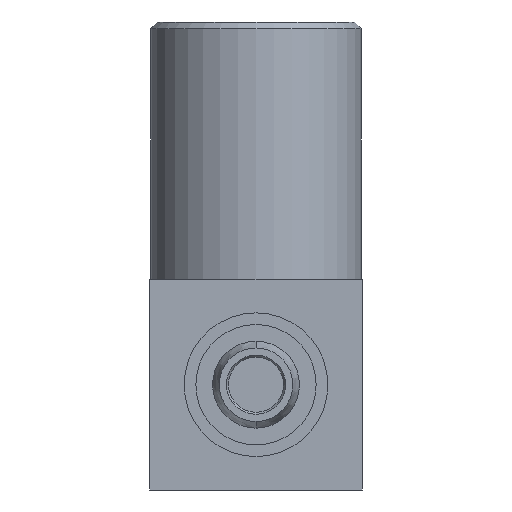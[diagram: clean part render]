
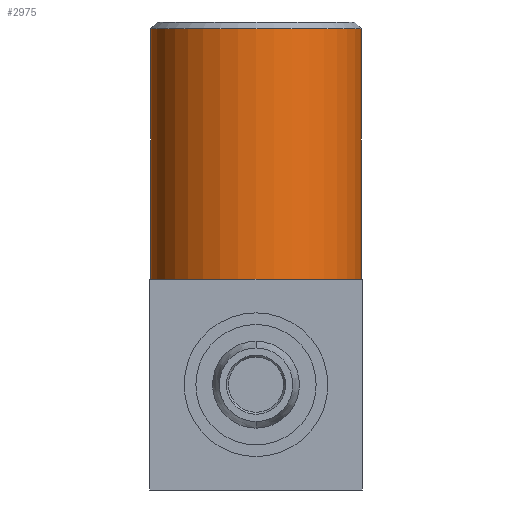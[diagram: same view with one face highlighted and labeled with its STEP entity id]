
A CAD part, front view. The second image highlights one B-rep face of the part: STEP entity #2975.
In plain terms, the highlighted cylindrical face has radius 3.15 mm (diameter 6.3 mm), a partial arc.
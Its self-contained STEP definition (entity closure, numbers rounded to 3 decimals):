
#351 = VECTOR ( 'NONE', #2182, 1000. ) ;
#471 = LINE ( 'NONE', #1357, #351 ) ;
#706 = CARTESIAN_POINT ( 'NONE',  ( 3.15, 0., -0.2 ) ) ;
#937 = DIRECTION ( 'NONE',  ( 0., 0., 1. ) ) ;
#1167 = VERTEX_POINT ( 'NONE', #3440 ) ;
#1266 = ORIENTED_EDGE ( 'NONE', *, *, #4794, .T. ) ;
#1345 = DIRECTION ( 'NONE',  ( 1., 0., 0. ) ) ;
#1357 = CARTESIAN_POINT ( 'NONE',  ( 3.15, 0., 0. ) ) ;
#1379 = CARTESIAN_POINT ( 'NONE',  ( 0., 0., -7.7 ) ) ;
#1577 = ORIENTED_EDGE ( 'NONE', *, *, #4245, .F. ) ;
#1604 = AXIS2_PLACEMENT_3D ( 'NONE', #1726, #4564, #1345 ) ;
#1617 = DIRECTION ( 'NONE',  ( 0., 0., 1. ) ) ;
#1726 = CARTESIAN_POINT ( 'NONE',  ( 0., 0., 0. ) ) ;
#1775 = DIRECTION ( 'NONE',  ( 0., 1., 0. ) ) ;
#1971 = CARTESIAN_POINT ( 'NONE',  ( -3.15, 0., -7.7 ) ) ;
#2066 = AXIS2_PLACEMENT_3D ( 'NONE', #3355, #937, #3767 ) ;
#2124 = CARTESIAN_POINT ( 'NONE',  ( -3.15, 0., -0.2 ) ) ;
#2182 = DIRECTION ( 'NONE',  ( 0., 0., 1. ) ) ;
#2646 = VERTEX_POINT ( 'NONE', #706 ) ;
#2971 = VERTEX_POINT ( 'NONE', #2124 ) ;
#2975 = ADVANCED_FACE ( 'NONE', ( #4012 ), #3507, .T. ) ;
#3355 = CARTESIAN_POINT ( 'NONE',  ( 0., 0., -0.2 ) ) ;
#3359 = CIRCLE ( 'NONE', #5070, 3.15 ) ;
#3440 = CARTESIAN_POINT ( 'NONE',  ( 3.15, 0., -7.7 ) ) ;
#3507 = CYLINDRICAL_SURFACE ( 'NONE', #1604, 3.15 ) ;
#3518 = EDGE_CURVE ( 'NONE', #2971, #2646, #4252, .T. ) ;
#3549 = EDGE_CURVE ( 'NONE', #4181, #1167, #3359, .T. ) ;
#3587 = LINE ( 'NONE', #4460, #4658 ) ;
#3676 = EDGE_LOOP ( 'NONE', ( #1577, #4402, #1266, #4039 ) ) ;
#3767 = DIRECTION ( 'NONE',  ( 1., 0., 0. ) ) ;
#4012 = FACE_OUTER_BOUND ( 'NONE', #3676, .T. ) ;
#4039 = ORIENTED_EDGE ( 'NONE', *, *, #3518, .F. ) ;
#4181 = VERTEX_POINT ( 'NONE', #1971 ) ;
#4211 = DIRECTION ( 'NONE',  ( 0., 0., 1. ) ) ;
#4245 = EDGE_CURVE ( 'NONE', #4181, #2971, #3587, .T. ) ;
#4252 = CIRCLE ( 'NONE', #2066, 3.15 ) ;
#4402 = ORIENTED_EDGE ( 'NONE', *, *, #3549, .T. ) ;
#4460 = CARTESIAN_POINT ( 'NONE',  ( -3.15, 0., 0. ) ) ;
#4564 = DIRECTION ( 'NONE',  ( 0., 0., 1. ) ) ;
#4658 = VECTOR ( 'NONE', #1617, 1000. ) ;
#4794 = EDGE_CURVE ( 'NONE', #1167, #2646, #471, .T. ) ;
#5070 = AXIS2_PLACEMENT_3D ( 'NONE', #1379, #4211, #1775 ) ;
